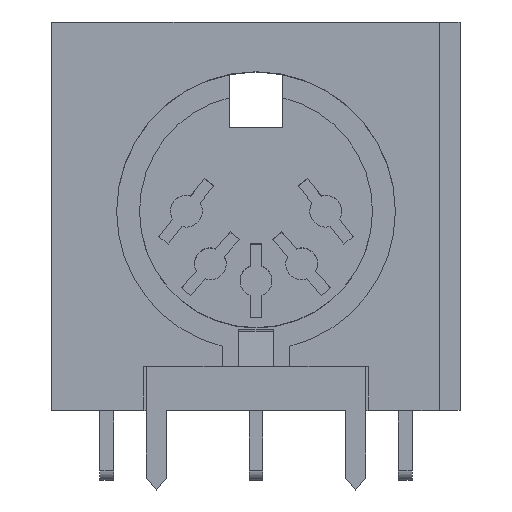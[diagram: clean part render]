
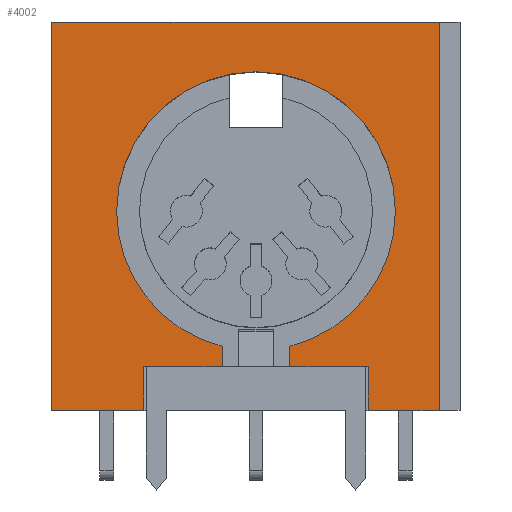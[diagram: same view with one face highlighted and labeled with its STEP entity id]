
A CAD part, top view. The second image highlights one B-rep face of the part: STEP entity #4002.
In plain terms, the highlighted planar face has unit normal (0, 0, 1).
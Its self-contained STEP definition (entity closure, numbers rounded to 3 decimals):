
#152 = VECTOR ( 'NONE', #5377, 1000. ) ;
#195 = LINE ( 'NONE', #5419, #152 ) ;
#266 = VECTOR ( 'NONE', #4399, 1000. ) ;
#306 = LINE ( 'NONE', #4400, #266 ) ;
#323 = VECTOR ( 'NONE', #4418, 1000. ) ;
#339 = LINE ( 'NONE', #4419, #323 ) ;
#477 = ORIENTED_EDGE ( 'NONE', *, *, #7254, .T. ) ;
#478 = ORIENTED_EDGE ( 'NONE', *, *, #6848, .F. ) ;
#479 = ORIENTED_EDGE ( 'NONE', *, *, #7382, .F. ) ;
#480 = ORIENTED_EDGE ( 'NONE', *, *, #7020, .F. ) ;
#481 = ORIENTED_EDGE ( 'NONE', *, *, #7129, .F. ) ;
#482 = ORIENTED_EDGE ( 'NONE', *, *, #7157, .F. ) ;
#483 = ORIENTED_EDGE ( 'NONE', *, *, #7112, .F. ) ;
#484 = ORIENTED_EDGE ( 'NONE', *, *, #7035, .F. ) ;
#485 = ORIENTED_EDGE ( 'NONE', *, *, #6866, .F. ) ;
#486 = ORIENTED_EDGE ( 'NONE', *, *, #7094, .F. ) ;
#487 = ORIENTED_EDGE ( 'NONE', *, *, #6874, .T. ) ;
#488 = ORIENTED_EDGE ( 'NONE', *, *, #7021, .F. ) ;
#489 = ORIENTED_EDGE ( 'NONE', *, *, #7248, .T. ) ;
#490 = ORIENTED_EDGE ( 'NONE', *, *, #7086, .T. ) ;
#1412 = VERTEX_POINT ( 'NONE', #5519 ) ;
#1415 = VERTEX_POINT ( 'NONE', #5536 ) ;
#1420 = VERTEX_POINT ( 'NONE', #5545 ) ;
#1423 = VERTEX_POINT ( 'NONE', #5551 ) ;
#1746 = VERTEX_POINT ( 'NONE', #3636 ) ;
#1749 = VERTEX_POINT ( 'NONE', #3633 ) ;
#1760 = VERTEX_POINT ( 'NONE', #3613 ) ;
#1761 = VERTEX_POINT ( 'NONE', #3612 ) ;
#1774 = VERTEX_POINT ( 'NONE', #3591 ) ;
#1809 = VERTEX_POINT ( 'NONE', #3539 ) ;
#1825 = VERTEX_POINT ( 'NONE', #3511 ) ;
#1836 = VERTEX_POINT ( 'NONE', #3470 ) ;
#1838 = VERTEX_POINT ( 'NONE', #3461 ) ;
#1839 = VERTEX_POINT ( 'NONE', #3460 ) ;
#1935 = CIRCLE ( 'NONE', #1983, 7. ) ;
#1955 = AXIS2_PLACEMENT_3D ( 'NONE', #3297, #3298, #3761 ) ;
#1959 = AXIS2_PLACEMENT_3D ( 'NONE', #4972, #4971, #4970 ) ;
#1983 = AXIS2_PLACEMENT_3D ( 'NONE', #4649, #4648, #4646 ) ;
#2016 = AXIS2_PLACEMENT_3D ( 'NONE', #4728, #4727, #4725 ) ;
#3297 = CARTESIAN_POINT ( 'NONE',  ( -10.25, 19.5, 0. ) ) ;
#3298 = DIRECTION ( 'NONE',  ( 0., 0., -1. ) ) ;
#3460 = CARTESIAN_POINT ( 'NONE',  ( 7., 10., 0. ) ) ;
#3461 = CARTESIAN_POINT ( 'NONE',  ( -1.7, 3.21, 0. ) ) ;
#3470 = CARTESIAN_POINT ( 'NONE',  ( -7., 10., 0. ) ) ;
#3511 = CARTESIAN_POINT ( 'NONE',  ( -5.65, 2.2, 0. ) ) ;
#3539 = CARTESIAN_POINT ( 'NONE',  ( -1.7, 2.2, 0. ) ) ;
#3591 = CARTESIAN_POINT ( 'NONE',  ( 9.2, 19.5, 0. ) ) ;
#3612 = CARTESIAN_POINT ( 'NONE',  ( -10.25, 19.5, 0. ) ) ;
#3613 = CARTESIAN_POINT ( 'NONE',  ( 5.65, 2.2, 0. ) ) ;
#3618 = PLANE ( 'NONE',  #1955 ) ;
#3633 = CARTESIAN_POINT ( 'NONE',  ( 1.7, 2.2, 0. ) ) ;
#3636 = CARTESIAN_POINT ( 'NONE',  ( 1.7, 3.21, 0. ) ) ;
#3761 = DIRECTION ( 'NONE',  ( -1., 0., 0. ) ) ;
#4002 = ADVANCED_FACE ( 'NONE', ( #5599 ), #3618, .F. ) ;
#4399 = DIRECTION ( 'NONE',  ( 1., 0., 0. ) ) ;
#4400 = CARTESIAN_POINT ( 'NONE',  ( -10.25, 0., 0. ) ) ;
#4418 = DIRECTION ( 'NONE',  ( 1., 0., 0. ) ) ;
#4419 = CARTESIAN_POINT ( 'NONE',  ( -10.25, 0., 0. ) ) ;
#4646 = DIRECTION ( 'NONE',  ( 1., 0., 0. ) ) ;
#4648 = DIRECTION ( 'NONE',  ( 0., 0., 1. ) ) ;
#4649 = CARTESIAN_POINT ( 'NONE',  ( 0., 10., 0. ) ) ;
#4671 = DIRECTION ( 'NONE',  ( 0., -1., 0. ) ) ;
#4704 = CARTESIAN_POINT ( 'NONE',  ( -10.25, 0., 0. ) ) ;
#4725 = DIRECTION ( 'NONE',  ( 1., 0., 0. ) ) ;
#4727 = DIRECTION ( 'NONE',  ( 0., 0., 1. ) ) ;
#4728 = CARTESIAN_POINT ( 'NONE',  ( 0., 10., 0. ) ) ;
#4761 = CARTESIAN_POINT ( 'NONE',  ( 5.65, 0., 0. ) ) ;
#4784 = CARTESIAN_POINT ( 'NONE',  ( 1.7, 3.21, 0. ) ) ;
#4789 = DIRECTION ( 'NONE',  ( 0., 1., 0. ) ) ;
#4822 = DIRECTION ( 'NONE',  ( -1., 0., 0. ) ) ;
#4838 = DIRECTION ( 'NONE',  ( -1., 0., 0. ) ) ;
#4839 = CARTESIAN_POINT ( 'NONE',  ( -5.65, 2.2, 0. ) ) ;
#4847 = CARTESIAN_POINT ( 'NONE',  ( -10.25, 19.5, 0. ) ) ;
#4890 = CARTESIAN_POINT ( 'NONE',  ( -5.65, 0., 0. ) ) ;
#4949 = DIRECTION ( 'NONE',  ( 0., -1., 0. ) ) ;
#4970 = DIRECTION ( 'NONE',  ( 1., 0., 0. ) ) ;
#4971 = DIRECTION ( 'NONE',  ( 0., 0., 1. ) ) ;
#4972 = CARTESIAN_POINT ( 'NONE',  ( 0., 10., 0. ) ) ;
#4975 = DIRECTION ( 'NONE',  ( 0., 1., 0. ) ) ;
#5006 = DIRECTION ( 'NONE',  ( 0., -1., 0. ) ) ;
#5008 = DIRECTION ( 'NONE',  ( 0., -1., 0. ) ) ;
#5010 = CARTESIAN_POINT ( 'NONE',  ( -1.7, 2.2, 0. ) ) ;
#5039 = CARTESIAN_POINT ( 'NONE',  ( 9.2, 19.5, 0. ) ) ;
#5377 = DIRECTION ( 'NONE',  ( -1., 0., 0. ) ) ;
#5419 = CARTESIAN_POINT ( 'NONE',  ( -5.65, 2.2, 0. ) ) ;
#5519 = CARTESIAN_POINT ( 'NONE',  ( -5.65, 0., 0. ) ) ;
#5536 = CARTESIAN_POINT ( 'NONE',  ( -10.25, 0., 0. ) ) ;
#5545 = CARTESIAN_POINT ( 'NONE',  ( 9.2, 0., 0. ) ) ;
#5551 = CARTESIAN_POINT ( 'NONE',  ( 5.65, 0., 0. ) ) ;
#5599 = FACE_OUTER_BOUND ( 'NONE', #6130, .T. ) ;
#6130 = EDGE_LOOP ( 'NONE', ( #477, #478, #479, #480, #481, #482, #484, #483, #486, #485, #489, #488, #490, #487 ) ) ;
#6173 = VECTOR ( 'NONE', #4789, 1000. ) ;
#6187 = VECTOR ( 'NONE', #5006, 1000. ) ;
#6199 = VECTOR ( 'NONE', #5008, 1000. ) ;
#6203 = LINE ( 'NONE', #5010, #6199 ) ;
#6208 = LINE ( 'NONE', #4784, #6173 ) ;
#6215 = LINE ( 'NONE', #5039, #6187 ) ;
#6341 = VECTOR ( 'NONE', #4671, 1000. ) ;
#6346 = LINE ( 'NONE', #4704, #6341 ) ;
#6358 = VECTOR ( 'NONE', #4975, 1000. ) ;
#6363 = LINE ( 'NONE', #4761, #6358 ) ;
#6391 = VECTOR ( 'NONE', #4949, 1000. ) ;
#6396 = LINE ( 'NONE', #4890, #6391 ) ;
#6466 = CIRCLE ( 'NONE', #1959, 7. ) ;
#6508 = LINE ( 'NONE', #4847, #6524 ) ;
#6524 = VECTOR ( 'NONE', #4838, 1000. ) ;
#6529 = CIRCLE ( 'NONE', #2016, 7. ) ;
#6531 = LINE ( 'NONE', #4839, #6543 ) ;
#6543 = VECTOR ( 'NONE', #4822, 1000. ) ;
#6848 = EDGE_CURVE ( 'NONE', #1825, #1412, #6396, .T. ) ;
#6866 = EDGE_CURVE ( 'NONE', #1423, #1760, #6363, .T. ) ;
#6874 = EDGE_CURVE ( 'NONE', #1761, #1415, #6346, .T. ) ;
#7020 = EDGE_CURVE ( 'NONE', #1838, #1809, #6203, .T. ) ;
#7021 = EDGE_CURVE ( 'NONE', #1774, #1420, #6215, .T. ) ;
#7035 = EDGE_CURVE ( 'NONE', #1746, #1839, #6466, .T. ) ;
#7086 = EDGE_CURVE ( 'NONE', #1774, #1761, #6508, .T. ) ;
#7094 = EDGE_CURVE ( 'NONE', #1760, #1749, #6531, .T. ) ;
#7112 = EDGE_CURVE ( 'NONE', #1749, #1746, #6208, .T. ) ;
#7129 = EDGE_CURVE ( 'NONE', #1836, #1838, #6529, .T. ) ;
#7157 = EDGE_CURVE ( 'NONE', #1839, #1836, #1935, .T. ) ;
#7248 = EDGE_CURVE ( 'NONE', #1423, #1420, #339, .T. ) ;
#7254 = EDGE_CURVE ( 'NONE', #1415, #1412, #306, .T. ) ;
#7382 = EDGE_CURVE ( 'NONE', #1809, #1825, #195, .T. ) ;
